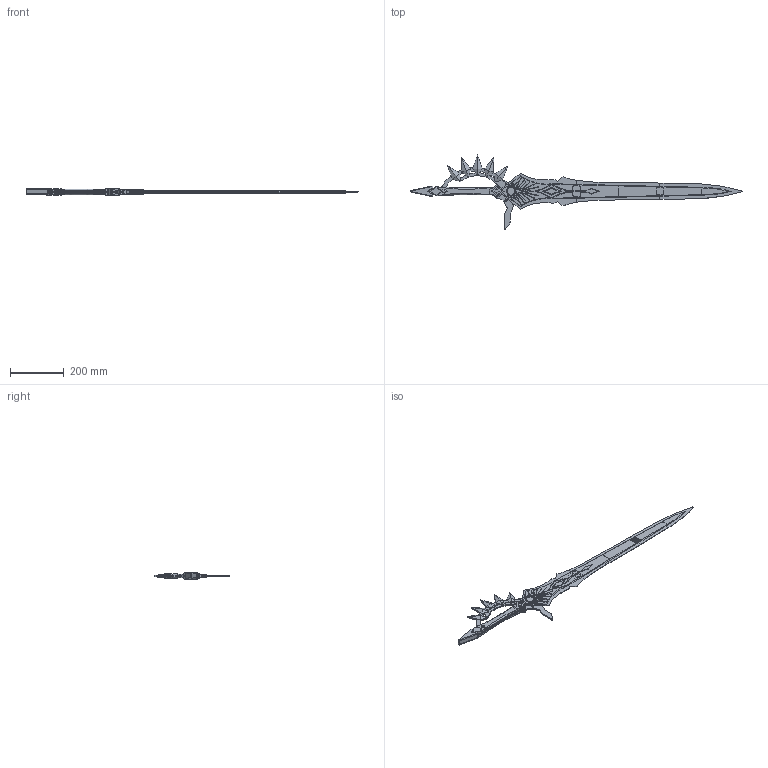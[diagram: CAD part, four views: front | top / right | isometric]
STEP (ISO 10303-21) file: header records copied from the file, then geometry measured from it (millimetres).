
FILE_DESCRIPTION(/* description */ (''),/* implementation_level */ '2;1');
FILE_NAME(/* name */ '',/* time_stamp */ '2025-12-24T16:19:08+09:00',/* author */ (''),/* organization */ (''),/* preprocessor_version */ 'ST-DEVELOPER v20.1',/* originating_system */ 'Autodesk Translation Framework v14.21.0.0',/* authorisation */ '');
FILE_SCHEMA (('AUTOMOTIVE_DESIGN { 1 0 10303 214 3 1 1 }'));
Length unit declared in the file: millimetre
Products named in the file (7): ファイノン_剣; コンポーネント1; コンポーネント10; コンポーネント11; コンポーネント12; コンポーネント13; コンポーネント14
Assembly tree (6 placements, depth 3):
  ファイノン_剣
    コンポーネント1
      コンポーネント10
      コンポーネント11
      コンポーネント12
      コンポーネント13
      コンポーネント14
Bounding box: 1236.06 x 275.7 x 26.5 mm (x, y, z)
Volume: 637129.9 mm3; surface area: 504138.9 mm2
Topology: 65 solids, 65 shells, 1560 faces, 4008 edges, 2622 vertices
Faces by surface type: plane 996, cylinder 435, bspline 95, cone 34
Full cylindrical faces by diameter (mm): 3.2 x51, 6.5 x22, 7.3 x4, 8 x16, 9.8 x4, 10.25 x4, 32.4 x4
Entity records: 50728 total; most frequent: CARTESIAN_POINT 12263, ORIENTED_EDGE 7992, DIRECTION 7622, EDGE_CURVE 3996, LINE 2778, VECTOR 2778, VERTEX_POINT 2622, AXIS2_PLACEMENT_3D 2422
